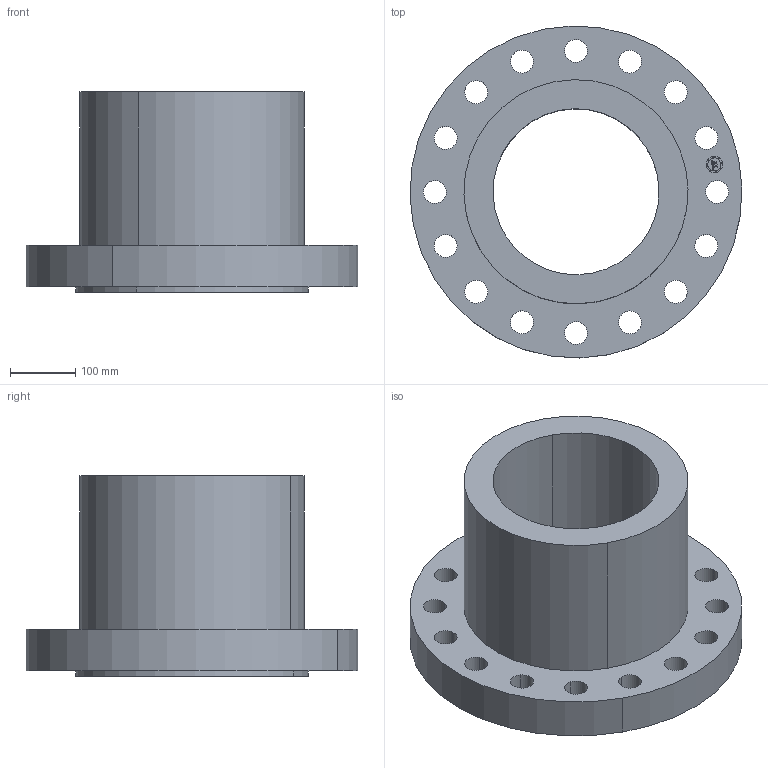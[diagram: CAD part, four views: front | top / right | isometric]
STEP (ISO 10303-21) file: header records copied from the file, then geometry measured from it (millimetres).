
FILE_DESCRIPTION(('3D STEP'),'2;1');
FILE_NAME('10-600-LWN-RTJ-STD-CONN-FLANGE.stp','2013-11-29T07:34:26+00:00',('Texas Flange'),(''),'CATIA Version 5 Release 20 SP 6 (IN-10)','CATIA V5 STEP AP214','800-826-3801');
FILE_SCHEMA(('AUTOMOTIVE_DESIGN { 1 0 10303 214 1 1 1 1 }'));
Length unit declared in the file: inch
Products named in the file (1): 10-600-LWN-RTJ-STD-CONN-FLANGE
Bounding box: 507.86 x 507.86 x 306.4 mm (x, y, z)
Volume: 18782042.6 mm3; surface area: 1003346.9 mm2
Topology: 1 solids, 1 shells, 439 faces, 1244 edges, 828 vertices
Faces by surface type: plane 371, cylinder 60, cone 4, torus 4
Entity records: 16351 total; most frequent: ORIENTED_EDGE 2488, CARTESIAN_POINT 2452, DIRECTION 2002, EDGE_CURVE 1244, VECTOR 1108, LINE 1108, VERTEX_POINT 828, AXIS2_PLACEMENT_3D 516
